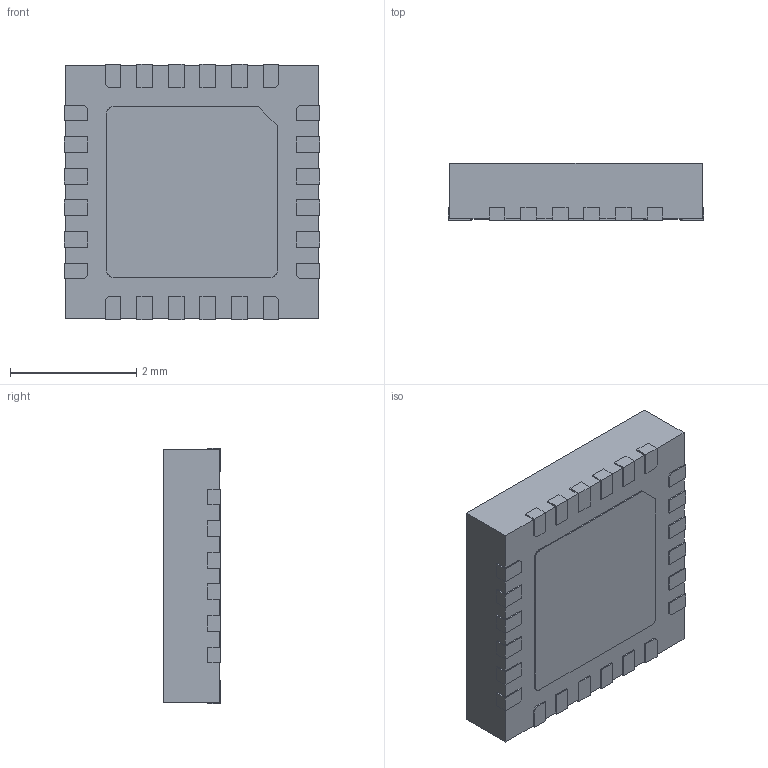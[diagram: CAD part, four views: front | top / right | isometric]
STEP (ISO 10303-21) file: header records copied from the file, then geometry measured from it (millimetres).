
FILE_DESCRIPTION (( 'STEP AP214' ), '1' );
FILE_NAME ('0CB77D73-1D5D-46FD-AAE1-DC9285052DD0.STEP', '2024-09-25T13:23:07', ( '' ), ( '' ), 'SwSTEP 2.0', 'SolidWorks 2022', '' );
FILE_SCHEMA (( 'AUTOMOTIVE_DESIGN' ));
Length unit declared in the file: millimetre
Products named in the file (1): 0CB77D73-1D5D-46FD-AAE1-DC9285052DD0
Bounding box: 4.04 x 0.9 x 4.04 mm (x, y, z)
Volume: 14.3 mm3; surface area: 47.3 mm2
Topology: 1 solids, 1 shells, 271 faces, 771 edges, 513 vertices
Faces by surface type: plane 210, bspline 58, cylinder 3
Entity records: 13035 total; most frequent: CARTESIAN_POINT 5124, ORIENTED_EDGE 1538, DIRECTION 1095, EDGE_CURVE 769, LINE 647, VECTOR 647, VERTEX_POINT 513, EDGE_LOOP 284
